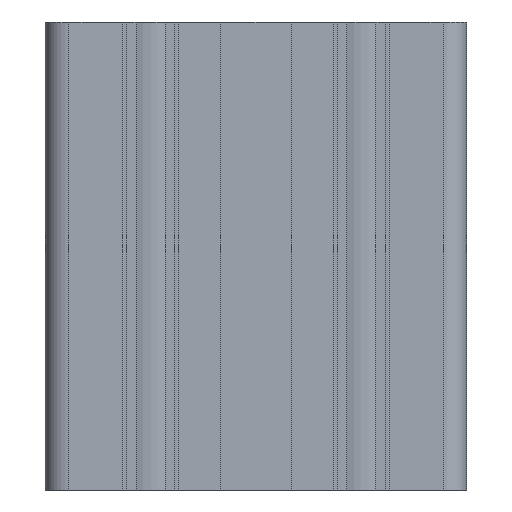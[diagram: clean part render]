
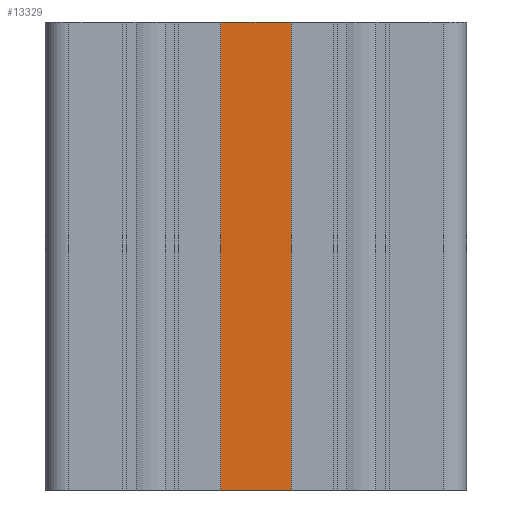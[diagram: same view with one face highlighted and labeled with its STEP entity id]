
A CAD part, left-side view. The second image highlights one B-rep face of the part: STEP entity #13329.
In plain terms, the highlighted planar face has unit normal (-1, 0, 0).
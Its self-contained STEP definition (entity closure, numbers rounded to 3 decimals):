
#426=PLANE('',#14439);
#1047=FACE_OUTER_BOUND('',#1735,.T.);
#1735=EDGE_LOOP('',(#12161,#12162,#12163,#12164));
#2515=LINE('',#20159,#4051);
#2781=LINE('',#20854,#4317);
#3284=LINE('',#22011,#4820);
#3285=LINE('',#22013,#4821);
#4051=VECTOR('',#16301,10.);
#4317=VECTOR('',#16767,10.);
#4820=VECTOR('',#17974,10.);
#4821=VECTOR('',#17977,10.);
#6016=VERTEX_POINT('',#20156);
#6017=VERTEX_POINT('',#20158);
#6345=VERTEX_POINT('',#20851);
#6346=VERTEX_POINT('',#20853);
#7599=EDGE_CURVE('',#6016,#6017,#2515,.T.);
#7947=EDGE_CURVE('',#6346,#6345,#2781,.T.);
#8532=EDGE_CURVE('',#6016,#6346,#3284,.T.);
#8533=EDGE_CURVE('',#6017,#6345,#3285,.T.);
#12161=ORIENTED_EDGE('',*,*,#7947,.T.);
#12162=ORIENTED_EDGE('',*,*,#8533,.F.);
#12163=ORIENTED_EDGE('',*,*,#7599,.F.);
#12164=ORIENTED_EDGE('',*,*,#8532,.T.);
#13329=ADVANCED_FACE('',(#1047),#426,.T.);
#14439=AXIS2_PLACEMENT_3D('',#22012,#17975,#17976);
#16301=DIRECTION('',(0.,1.,0.));
#16767=DIRECTION('',(0.,1.,0.));
#17974=DIRECTION('',(0.,0.,1.));
#17975=DIRECTION('center_axis',(-1.,0.,0.));
#17976=DIRECTION('ref_axis',(0.,0.,1.));
#17977=DIRECTION('',(0.,0.,1.));
#20156=CARTESIAN_POINT('',(-89.,-7.5,0.));
#20158=CARTESIAN_POINT('',(-89.,7.5,0.));
#20159=CARTESIAN_POINT('',(-89.,-3.75,0.));
#20851=CARTESIAN_POINT('',(-89.,7.5,100.));
#20853=CARTESIAN_POINT('',(-89.,-7.5,100.));
#20854=CARTESIAN_POINT('',(-89.,-3.75,100.));
#22011=CARTESIAN_POINT('',(-89.,-7.5,0.));
#22012=CARTESIAN_POINT('Origin',(-89.,-7.5,0.));
#22013=CARTESIAN_POINT('',(-89.,7.5,0.));
